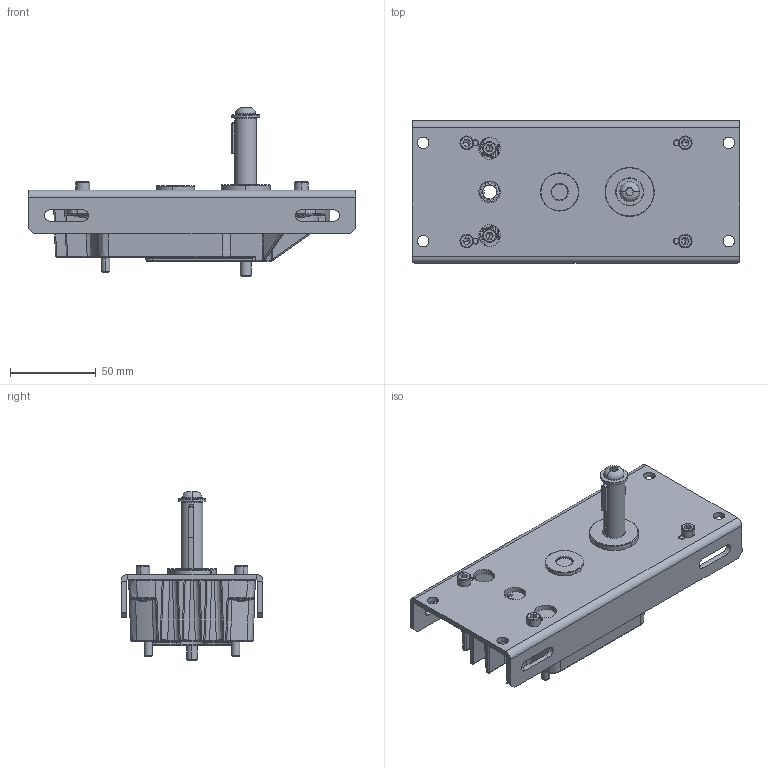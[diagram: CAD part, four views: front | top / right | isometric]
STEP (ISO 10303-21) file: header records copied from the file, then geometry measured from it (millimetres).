
FILE_DESCRIPTION (( 'STEP AP214' ), '1' );
FILE_NAME ('am-3231 Toughbox Micro with Angled Plate.STEP', '2015-11-11T16:48:50', ( '' ), ( '' ), 'SwSTEP 2.0', 'SolidWorks 2014', '' );
FILE_SCHEMA (( 'AUTOMOTIVE_DESIGN' ));
Length unit declared in the file: inch
Products named in the file (23): 10-32 Nylock Nut 1_90631A411; FR6ZZ Bearing_smart; 14T 20dp 375hex_Inch - Spur gear 20DP 14T 14.5PA .568FW ---S14N3.0H2.0L0.25N; 50T 20dp 375hex_Inch - Spur gear 20DP 50T 14.5PA .372FW ---S50N3.0H2.0L0.25N; Toughbox Small Hex Shaft; Molded Assembly Rev 7 with am-0153 shaft_Long Micro Shaft; R6ZZ Bearing_smart; 14-20x0500_bhcs; Nano Housing Rev 6B; 250 Washer; Sheet Metal Front Plate Rev 7; 125 x 124 x 700 Machine Key; FR8ZZ Bearing; am-3231 Toughbox Micro with Angled Plate; TB Output Shaft; 2mm x 2mm x 10mm Machine Key; 8mm_spring_clip am-0033; 50T 20dp 500hex; 10-32 Nylock Nut; 500-e-klip; 5-16 washer; 14T CIM Gear; 10-32x0625_shcs_HX-SHCS 0.19-32x1.375x1-C
Assembly tree (31 placements, depth 3):
  am-3231 Toughbox Micro with Angled Plate
    Sheet Metal Front Plate Rev 7
    Molded Assembly Rev 7 with am-0153 shaft_Long Micro Shaft
      Nano Housing Rev 6B
      R6ZZ Bearing_smart  x2
      Toughbox Small Hex Shaft
      50T 20dp 375hex_Inch - Spur gear 20DP 50T 14.5PA .372FW ---S50N3.0H2.0L0.25N
      14T 20dp 375hex_Inch - Spur gear 20DP 14T 14.5PA .568FW ---S14N3.0H2.0L0.25N
      FR6ZZ Bearing_smart
      10-32 Nylock Nut 1_90631A411  x2
      10-32x0625_shcs_HX-SHCS 0.19-32x1.375x1-C  x6
      14T CIM Gear
      5-16 washer  x2
      500-e-klip
      10-32 Nylock Nut  x2
      50T 20dp 500hex
      8mm_spring_clip am-0033
      2mm x 2mm x 10mm Machine Key
      TB Output Shaft
      FR8ZZ Bearing
      125 x 124 x 700 Machine Key
      250 Washer
      14-20x0500_bhcs
Bounding box: 190.5 x 82.55 x 97.97 mm (x, y, z)
Volume: 243221.1 mm3; surface area: 144273.5 mm2
Topology: 34 solids, 34 shells, 2572 faces, 6514 edges, 3991 vertices
Faces by surface type: cylinder 982, bspline 578, plane 569, cone 243, torus 157, sphere 43
Entity records: 93502 total; most frequent: CARTESIAN_POINT 37057, ORIENTED_EDGE 11704, DIRECTION 10317, EDGE_CURVE 5852, AXIS2_PLACEMENT_3D 4078, VERTEX_POINT 3647, EDGE_LOOP 2439, CIRCLE 2314
